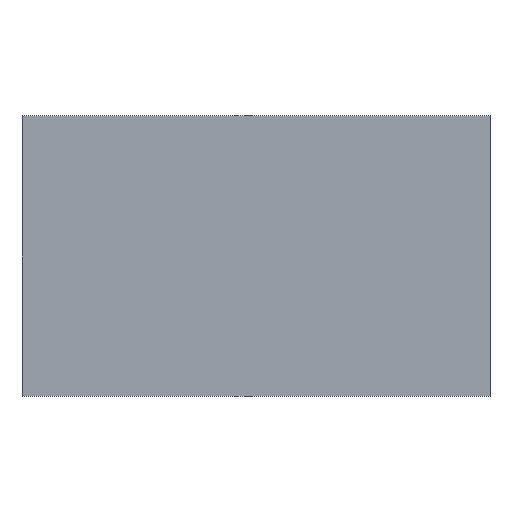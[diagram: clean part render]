
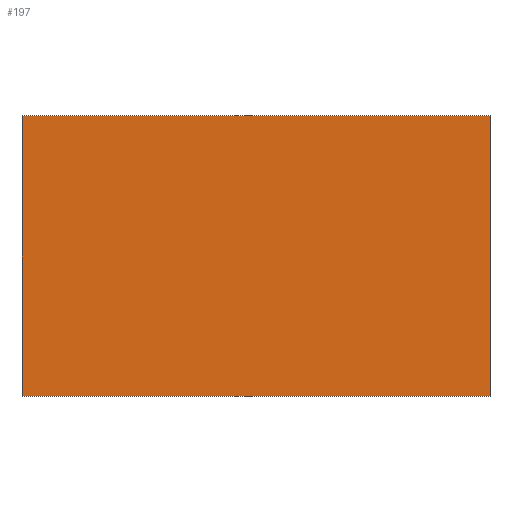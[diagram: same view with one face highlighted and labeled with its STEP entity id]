
A CAD part, top view. The second image highlights one B-rep face of the part: STEP entity #197.
In plain terms, the highlighted planar face has unit normal (0, 0, 1).
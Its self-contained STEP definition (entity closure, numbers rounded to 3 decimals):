
#9 = CARTESIAN_POINT ( 'NONE',  ( -782., -968., 4. ) ) ;
#12 = CARTESIAN_POINT ( 'NONE',  ( -782., -968., 4. ) ) ;
#41 = ORIENTED_EDGE ( 'NONE', *, *, #199, .T. ) ;
#46 = CARTESIAN_POINT ( 'NONE',  ( 1718., -968., 4. ) ) ;
#50 = LINE ( 'NONE', #227, #107 ) ;
#53 = LINE ( 'NONE', #12, #150 ) ;
#55 = CARTESIAN_POINT ( 'NONE',  ( -782., 532., 4. ) ) ;
#63 = EDGE_LOOP ( 'NONE', ( #205, #41, #174, #218 ) ) ;
#68 = DIRECTION ( 'NONE',  ( -1., 0., 0. ) ) ;
#78 = DIRECTION ( 'NONE',  ( 1., 0., 0. ) ) ;
#81 = CARTESIAN_POINT ( 'NONE',  ( -782., -968., 4. ) ) ;
#85 = EDGE_CURVE ( 'NONE', #127, #155, #50, .T. ) ;
#89 = VERTEX_POINT ( 'NONE', #193 ) ;
#99 = VERTEX_POINT ( 'NONE', #170 ) ;
#107 = VECTOR ( 'NONE', #131, 1000. ) ;
#114 = DIRECTION ( 'NONE',  ( 0., 0., 1. ) ) ;
#117 = VECTOR ( 'NONE', #68, 1000. ) ;
#122 = LINE ( 'NONE', #46, #182 ) ;
#127 = VERTEX_POINT ( 'NONE', #55 ) ;
#131 = DIRECTION ( 'NONE',  ( 0., -1., 0. ) ) ;
#132 = CARTESIAN_POINT ( 'NONE',  ( 1718., 532., 4. ) ) ;
#138 = DIRECTION ( 'NONE',  ( 1., 0., 0. ) ) ;
#148 = EDGE_CURVE ( 'NONE', #155, #99, #53, .T. ) ;
#150 = VECTOR ( 'NONE', #138, 1000. ) ;
#151 = DIRECTION ( 'NONE',  ( 0., 1., 0. ) ) ;
#154 = FACE_OUTER_BOUND ( 'NONE', #63, .T. ) ;
#155 = VERTEX_POINT ( 'NONE', #81 ) ;
#161 = EDGE_CURVE ( 'NONE', #99, #89, #122, .T. ) ;
#166 = AXIS2_PLACEMENT_3D ( 'NONE', #9, #114, #78 ) ;
#170 = CARTESIAN_POINT ( 'NONE',  ( 1718., -968., 4. ) ) ;
#172 = LINE ( 'NONE', #132, #117 ) ;
#174 = ORIENTED_EDGE ( 'NONE', *, *, #85, .T. ) ;
#182 = VECTOR ( 'NONE', #151, 1000. ) ;
#193 = CARTESIAN_POINT ( 'NONE',  ( 1718., 532., 4. ) ) ;
#197 = ADVANCED_FACE ( 'NONE', ( #154 ), #208, .T. ) ;
#199 = EDGE_CURVE ( 'NONE', #89, #127, #172, .T. ) ;
#205 = ORIENTED_EDGE ( 'NONE', *, *, #161, .T. ) ;
#208 = PLANE ( 'NONE',  #166 ) ;
#218 = ORIENTED_EDGE ( 'NONE', *, *, #148, .T. ) ;
#227 = CARTESIAN_POINT ( 'NONE',  ( -782., 532., 4. ) ) ;
